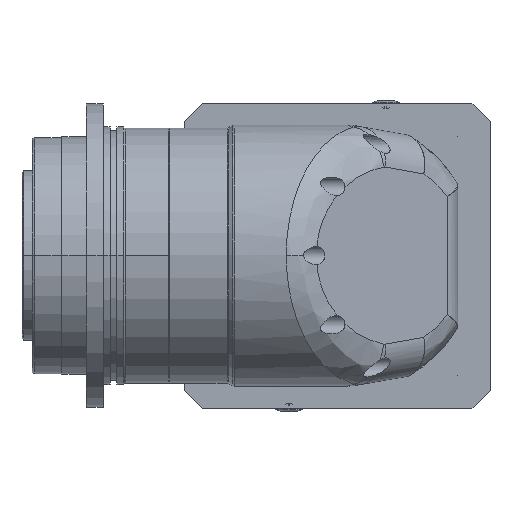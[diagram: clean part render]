
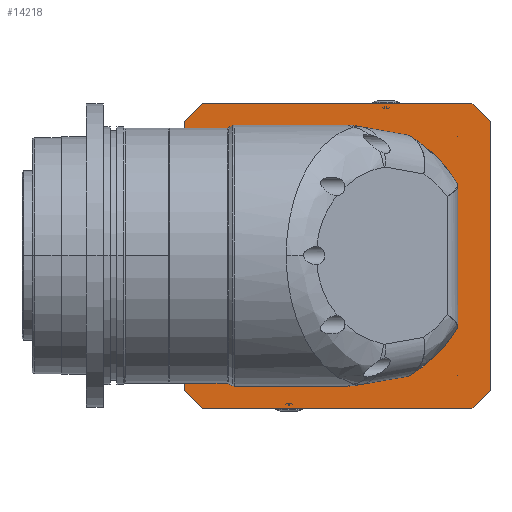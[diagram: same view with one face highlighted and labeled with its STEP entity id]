
A CAD part, top view. The second image highlights one B-rep face of the part: STEP entity #14218.
In plain terms, the highlighted planar face has unit normal (0, 0, 1).
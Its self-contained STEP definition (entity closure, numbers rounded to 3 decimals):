
#24 = ORIENTED_EDGE ( 'NONE', *, *, #8952, .T. ) ;
#171 = DIRECTION ( 'NONE',  ( 0., 0., -1. ) ) ;
#308 = CARTESIAN_POINT ( 'NONE',  ( 99.5, 0., -111. ) ) ;
#440 = AXIS2_PLACEMENT_3D ( 'NONE', #8129, #6390, #23268 ) ;
#611 = VERTEX_POINT ( 'NONE', #9534 ) ;
#718 = DIRECTION ( 'NONE',  ( 0., 1., 0. ) ) ;
#1262 = CARTESIAN_POINT ( 'NONE',  ( 9.5, -79.373, -111. ) ) ;
#1388 = CARTESIAN_POINT ( 'NONE',  ( 99.5, 0., -111. ) ) ;
#1849 = EDGE_CURVE ( 'NONE', #2763, #12077, #23875, .T. ) ;
#1945 = VECTOR ( 'NONE', #8187, 1000. ) ;
#2040 = CIRCLE ( 'NONE', #15916, 120. ) ;
#2253 = EDGE_CURVE ( 'NONE', #2763, #6826, #23496, .T. ) ;
#2313 = VERTEX_POINT ( 'NONE', #1262 ) ;
#2760 = FACE_OUTER_BOUND ( 'NONE', #9143, .T. ) ;
#2763 = VERTEX_POINT ( 'NONE', #14516 ) ;
#2813 = ORIENTED_EDGE ( 'NONE', *, *, #2253, .T. ) ;
#2943 = CARTESIAN_POINT ( 'NONE',  ( 189.5, -79.373, -111. ) ) ;
#3152 = AXIS2_PLACEMENT_3D ( 'NONE', #18694, #17077, #3922 ) ;
#3889 = CARTESIAN_POINT ( 'NONE',  ( 99.5, 0., -111. ) ) ;
#3922 = DIRECTION ( 'NONE',  ( 0., 1., 0. ) ) ;
#4071 = VECTOR ( 'NONE', #18266, 1000. ) ;
#4456 = CARTESIAN_POINT ( 'NONE',  ( 189.5, 0., -111. ) ) ;
#5160 = CARTESIAN_POINT ( 'NONE',  ( 20.127, -90., -111. ) ) ;
#6022 = DIRECTION ( 'NONE',  ( 0., 1., 0. ) ) ;
#6240 = DIRECTION ( 'NONE',  ( 0., 1., 0. ) ) ;
#6246 = ORIENTED_EDGE ( 'NONE', *, *, #12533, .T. ) ;
#6265 = DIRECTION ( 'NONE',  ( 0., 0., -1. ) ) ;
#6313 = VECTOR ( 'NONE', #16265, 1000. ) ;
#6390 = DIRECTION ( 'NONE',  ( 0., 0., -1. ) ) ;
#6826 = VERTEX_POINT ( 'NONE', #7433 ) ;
#6912 = VECTOR ( 'NONE', #718, 1000. ) ;
#6987 = CARTESIAN_POINT ( 'NONE',  ( 189.5, 79.373, -111. ) ) ;
#7433 = CARTESIAN_POINT ( 'NONE',  ( 20.127, 90., -111. ) ) ;
#7625 = EDGE_CURVE ( 'NONE', #9596, #2313, #2040, .T. ) ;
#7724 = ORIENTED_EDGE ( 'NONE', *, *, #7625, .F. ) ;
#7744 = DIRECTION ( 'NONE',  ( 0., 1., 0. ) ) ;
#7975 = CIRCLE ( 'NONE', #440, 65. ) ;
#8129 = CARTESIAN_POINT ( 'NONE',  ( 99.5, 0., -111. ) ) ;
#8187 = DIRECTION ( 'NONE',  ( 0., -1., 0. ) ) ;
#8488 = CIRCLE ( 'NONE', #23148, 120. ) ;
#8495 = VERTEX_POINT ( 'NONE', #14673 ) ;
#8586 = FACE_BOUND ( 'NONE', #18704, .T. ) ;
#8692 = LINE ( 'NONE', #24197, #6313 ) ;
#8952 = EDGE_CURVE ( 'NONE', #9596, #17926, #8692, .T. ) ;
#9143 = EDGE_LOOP ( 'NONE', ( #16757, #10264, #7724, #24, #11863, #6246, #14970, #2813 ) ) ;
#9185 = EDGE_CURVE ( 'NONE', #611, #2313, #15999, .T. ) ;
#9534 = CARTESIAN_POINT ( 'NONE',  ( 9.5, 79.373, -111. ) ) ;
#9596 = VERTEX_POINT ( 'NONE', #5160 ) ;
#9668 = CARTESIAN_POINT ( 'NONE',  ( 99.5, 65., -111. ) ) ;
#10264 = ORIENTED_EDGE ( 'NONE', *, *, #9185, .T. ) ;
#10868 = EDGE_CURVE ( 'NONE', #12579, #8495, #7975, .T. ) ;
#11055 = CARTESIAN_POINT ( 'NONE',  ( 178.873, -90., -111. ) ) ;
#11250 = EDGE_CURVE ( 'NONE', #8495, #12579, #12708, .T. ) ;
#11336 = ORIENTED_EDGE ( 'NONE', *, *, #10868, .T. ) ;
#11863 = ORIENTED_EDGE ( 'NONE', *, *, #19245, .F. ) ;
#12077 = VERTEX_POINT ( 'NONE', #6987 ) ;
#12259 = CIRCLE ( 'NONE', #3152, 120. ) ;
#12533 = EDGE_CURVE ( 'NONE', #20133, #12077, #17714, .T. ) ;
#12579 = VERTEX_POINT ( 'NONE', #9668 ) ;
#12708 = CIRCLE ( 'NONE', #19071, 65. ) ;
#13182 = AXIS2_PLACEMENT_3D ( 'NONE', #308, #6265, #6022 ) ;
#14182 = PLANE ( 'NONE',  #22845 ) ;
#14218 = ADVANCED_FACE ( 'NONE', ( #2760, #8586 ), #14182, .F. ) ;
#14516 = CARTESIAN_POINT ( 'NONE',  ( 178.873, 90., -111. ) ) ;
#14673 = CARTESIAN_POINT ( 'NONE',  ( 99.5, -65., -111. ) ) ;
#14970 = ORIENTED_EDGE ( 'NONE', *, *, #1849, .F. ) ;
#15916 = AXIS2_PLACEMENT_3D ( 'NONE', #3889, #171, #7744 ) ;
#15999 = LINE ( 'NONE', #23572, #1945 ) ;
#16265 = DIRECTION ( 'NONE',  ( 1., 0., 0. ) ) ;
#16403 = EDGE_CURVE ( 'NONE', #611, #6826, #12259, .T. ) ;
#16757 = ORIENTED_EDGE ( 'NONE', *, *, #16403, .F. ) ;
#17077 = DIRECTION ( 'NONE',  ( 0., 0., -1. ) ) ;
#17714 = LINE ( 'NONE', #4456, #6912 ) ;
#17773 = DIRECTION ( 'NONE',  ( -1., 0., 0. ) ) ;
#17926 = VERTEX_POINT ( 'NONE', #11055 ) ;
#18021 = DIRECTION ( 'NONE',  ( 0., 0., -1. ) ) ;
#18266 = DIRECTION ( 'NONE',  ( -1., 0., 0. ) ) ;
#18694 = CARTESIAN_POINT ( 'NONE',  ( 99.5, 0., -111. ) ) ;
#18704 = EDGE_LOOP ( 'NONE', ( #11336, #19446 ) ) ;
#19071 = AXIS2_PLACEMENT_3D ( 'NONE', #22884, #21025, #6240 ) ;
#19245 = EDGE_CURVE ( 'NONE', #20133, #17926, #8488, .T. ) ;
#19446 = ORIENTED_EDGE ( 'NONE', *, *, #11250, .T. ) ;
#20131 = DIRECTION ( 'NONE',  ( 0., 0., -1. ) ) ;
#20132 = CARTESIAN_POINT ( 'NONE',  ( 219.5, 90., -111. ) ) ;
#20133 = VERTEX_POINT ( 'NONE', #2943 ) ;
#20259 = DIRECTION ( 'NONE',  ( 0., 1., 0. ) ) ;
#21025 = DIRECTION ( 'NONE',  ( 0., 0., -1. ) ) ;
#22845 = AXIS2_PLACEMENT_3D ( 'NONE', #23615, #18021, #17773 ) ;
#22884 = CARTESIAN_POINT ( 'NONE',  ( 99.5, 0., -111. ) ) ;
#23148 = AXIS2_PLACEMENT_3D ( 'NONE', #1388, #20131, #20259 ) ;
#23268 = DIRECTION ( 'NONE',  ( 0., 1., 0. ) ) ;
#23496 = LINE ( 'NONE', #20132, #4071 ) ;
#23572 = CARTESIAN_POINT ( 'NONE',  ( 9.5, 0., -111. ) ) ;
#23615 = CARTESIAN_POINT ( 'NONE',  ( 219.5, 0., -111. ) ) ;
#23875 = CIRCLE ( 'NONE', #13182, 120. ) ;
#24197 = CARTESIAN_POINT ( 'NONE',  ( 219.5, -90., -111. ) ) ;
